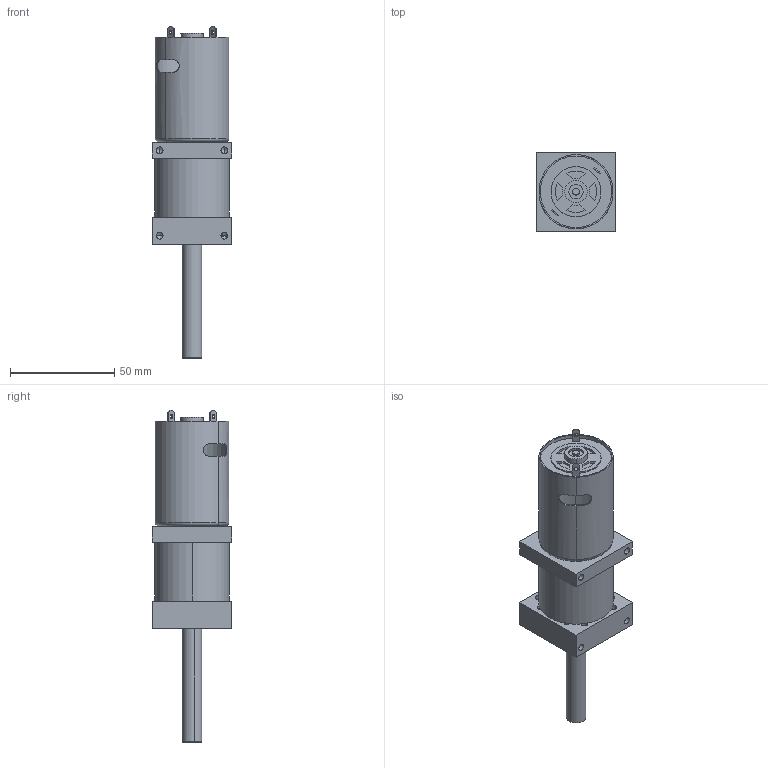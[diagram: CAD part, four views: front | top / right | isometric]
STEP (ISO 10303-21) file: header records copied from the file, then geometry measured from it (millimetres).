
FILE_DESCRIPTION((''),'2;1');
FILE_NAME('BB1.stp','2007-01-12T20:02:30',('uidk0133'),(''),'Autodesk Inventor (R) 6.0','Autodesk Inventor (R) 6.0','');
FILE_SCHEMA(('AUTOMOTIVE_DESIGN { 1 0 10303 214 1 1 1 1 }'));
Length unit declared in the file: millimetre
Products named in the file (7): BB1; BB1-Axle; BB1-FrontPlate; BB1-RingGear; BB1-BackPlate; 6mmBearing; RS540_Motor
Assembly tree (7 placements, depth 2):
  BB1
    BB1-Axle
    BB1-FrontPlate
    BB1-RingGear
    BB1-BackPlate
    6mmBearing  x2
    RS540_Motor
Bounding box: 38.1 x 38.1 x 158.9 mm (x, y, z)
Volume: 52604.3 mm3; surface area: 38118.8 mm2
Topology: 7 solids, 7 shells, 295 faces, 729 edges, 462 vertices
Faces by surface type: cylinder 98, bspline 94, plane 81, cone 14, torus 6, sphere 2
Entity records: 9878 total; most frequent: CARTESIAN_POINT 3088, DIRECTION 1399, ORIENTED_EDGE 1344, EDGE_CURVE 672, AXIS2_PLACEMENT_3D 542, VERTEX_POINT 437, EDGE_LOOP 377, CIRCLE 345
